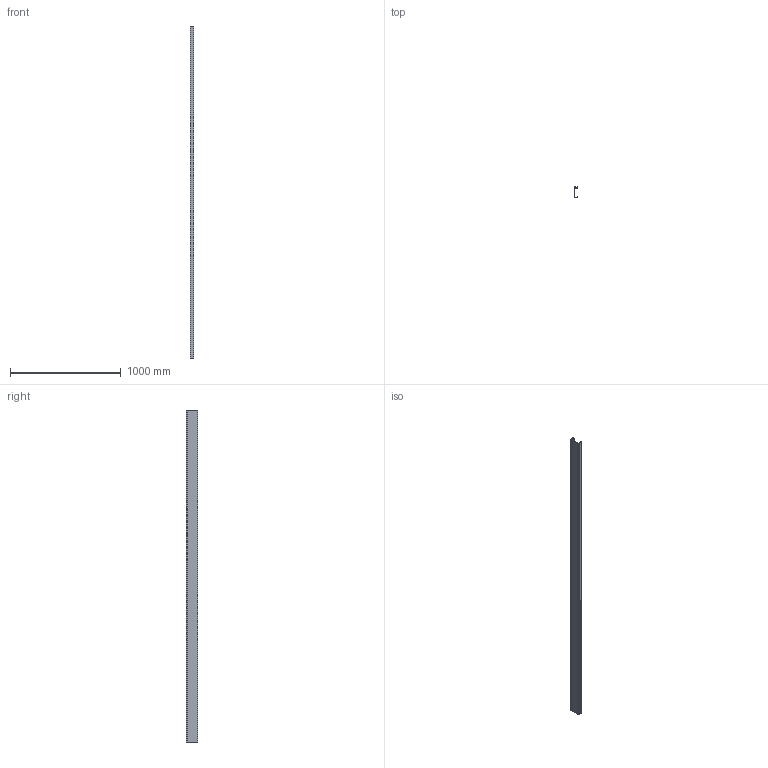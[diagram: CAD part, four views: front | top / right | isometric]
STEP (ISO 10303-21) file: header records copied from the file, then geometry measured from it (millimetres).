
FILE_DESCRIPTION (( 'STEP AP203' ), '1' );
FILE_NAME ('80110-ALU-3M.STEP', '2018-05-14T12:07:10', ( '' ), ( '' ), 'SwSTEP 2.0', 'SolidWorks 2015', '' );
FILE_SCHEMA (( 'CONFIG_CONTROL_DESIGN' ));
Length unit declared in the file: millimetre
Products named in the file (1): 80110-ALU-3M
Bounding box: 35 x 103 x 3000 mm (x, y, z)
Volume: 1273898.1 mm3; surface area: 1203360.2 mm2
Topology: 1 solids, 1 shells, 296 faces, 798 edges, 532 vertices
Faces by surface type: plane 169, bspline 104, cylinder 23
Entity records: 14949 total; most frequent: CARTESIAN_POINT 8099, ORIENTED_EDGE 1596, DIRECTION 1022, EDGE_CURVE 798, VECTOR 544, LINE 544, VERTEX_POINT 532, EDGE_LOOP 324
